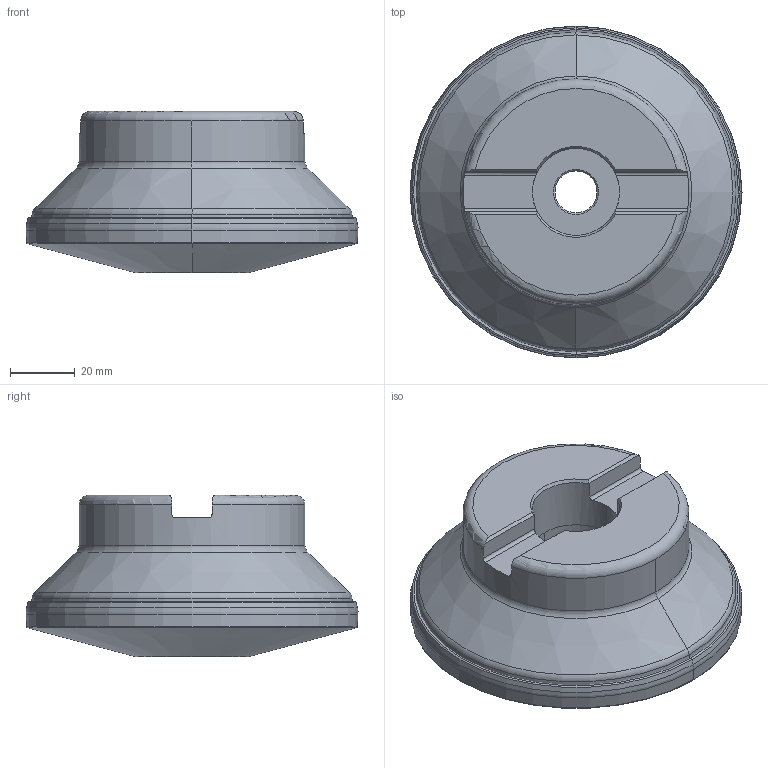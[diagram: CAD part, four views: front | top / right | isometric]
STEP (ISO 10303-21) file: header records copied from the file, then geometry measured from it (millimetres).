
FILE_DESCRIPTION((''),'2;1');
FILE_NAME('22Q3R035050F2R00','2015-11-07T',('vitt'),(''),'PRO/ENGINEER BY PARAMETRIC TECHNOLOGY CORPORATION, 2011490','PRO/ENGINEER BY PARAMETRIC TECHNOLOGY CORPORATION, 2011490','');
FILE_SCHEMA(('AUTOMOTIVE_DESIGN { 1 2 10303 214 0 1 1 1 }'));
Length unit declared in the file: millimetre
Products named in the file (3): NOCUT; CUT; 22Q3R035050F2R00
Assembly tree (2 placements, depth 2):
  22Q3R035050F2R00
    NOCUT
    CUT
Bounding box: 102.84 x 102.84 x 50 mm (x, y, z)
Volume: 285234.6 mm3; surface area: 45638.7 mm2
Topology: 2 solids, 2 shells, 89 faces, 205 edges, 126 vertices
Faces by surface type: cone 20, revolution 20, plane 17, cylinder 16, torus 16
Entity records: 4656 total; most frequent: CARTESIAN_POINT 1797, DIRECTION 449, ORIENTED_EDGE 400, PRESENTATION_STYLE_ASSIGNMENT 213, STYLED_ITEM 213, CURVE_STYLE 211, EDGE_CURVE 200, AXIS2_PLACEMENT_3D 185
